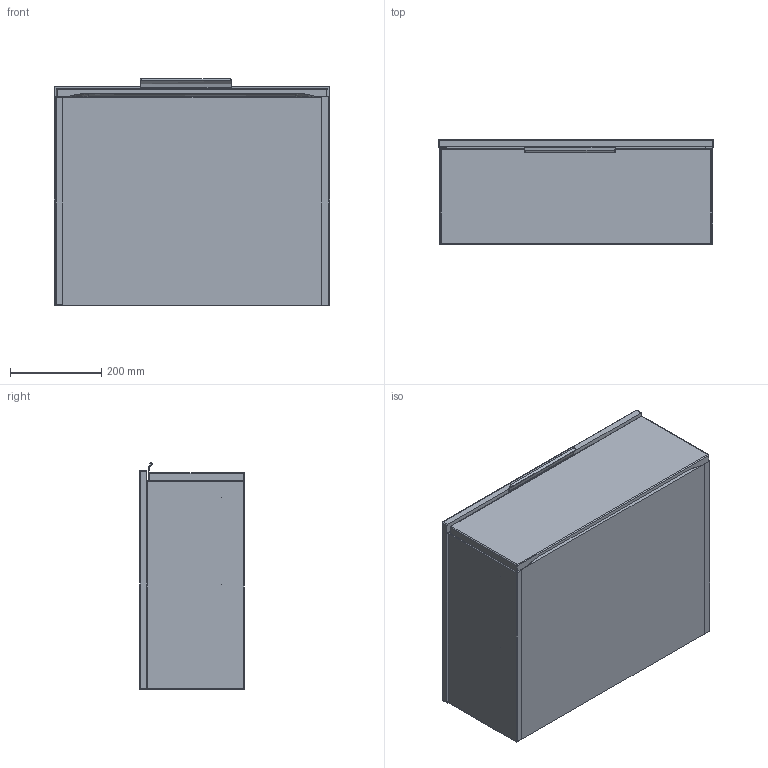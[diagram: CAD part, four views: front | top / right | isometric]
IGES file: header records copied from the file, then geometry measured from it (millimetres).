
Start section: SolidWorks IGES file using analytic representation for surfaces
Global section: file name: 66694+66695+66696+66697+66698+66699_Orta_Unite.IGS; native system: SolidWorks 2020; preprocessor: SolidWorks 2020; author: gulseren.can; date: 210304.095354; units: millimetre
Bounding box: 605 x 230 x 497.51 mm (x, y, z)
Surface area: 3525688.1 mm2 (no closed solid volume)
Topology: 0 solids, 0 shells, 817 faces, 13364 edges, 13325 vertices
Faces by surface type: revolution 429, bspline 388
